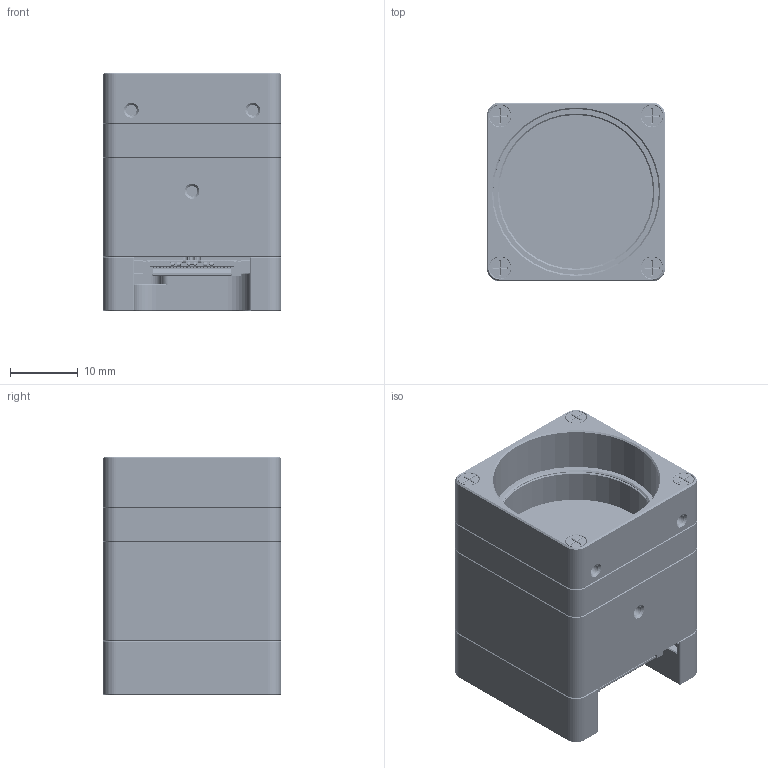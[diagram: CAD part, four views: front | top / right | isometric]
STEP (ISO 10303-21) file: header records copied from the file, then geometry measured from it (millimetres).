
FILE_DESCRIPTION(/* description */ (''),/* implementation_level */ '2;1');
FILE_NAME(/* name */ 'MX022xG-CM-X2G2-FL.stp',/* time_stamp */ '2020-03-30T15:28:11+02:00',/* author */ (''),/* organization */ (''),/* preprocessor_version */ 'ST-DEVELOPER v16.7',/* originating_system */ 'SIEMENS PLM Software NX 1907',/* authorisation */ '');
FILE_SCHEMA (('AUTOMOTIVE_DESIGN { 1 0 10303 214 3 1 1 1 }'));
Products named in the file (19): CMV2000_Glass; CMV2000_Package; MECH-O-RING-22X1-VI370; FLT-BK7-AR2X-D25; SROB-M1.6x3-SLOT-STNLS; MECH-MX022xG-CM-GSKT; MECH-MT-MID-022; SROB-M2x14-CUST; MECH-MQ-CS-C; MECH-MQ-FRONT; MX-X2G2-MAIN-FL-PCA; MECH-MX-THERMAL-PAD-10X10; SROB-M2x10-CUST ; MECH-LIGHTPIPE-1.63x4.14; MECH-MX-X2G2-REAR; MT95UPGA-CM-SENSOR-PCA-022_MODEL; SUBASSM-MT022xG-CM-FRONT; SUBASSM-MX-X2G2-REAR-FL; ASSM-MX_XXXxG-SY-Fx
Assembly tree (28 placements, depth 4):
  ASSM-MX_XXXxG-SY-Fx
    SUBASSM-MX-X2G2-REAR-FL
      MECH-MX-X2G2-REAR
      MECH-LIGHTPIPE-1.63x4.14  x4
      SROB-M2x10-CUST   x4
      MECH-MX-THERMAL-PAD-10X10
      MX-X2G2-MAIN-FL-PCA
    SUBASSM-MT022xG-CM-FRONT
      MECH-MQ-FRONT
      MECH-MQ-CS-C
      SROB-M2x14-CUST  x4
      MECH-MT-MID-022
      MECH-MX022xG-CM-GSKT
      SROB-M1.6x3-SLOT-STNLS  x2
      FLT-BK7-AR2X-D25
      MT95UPGA-CM-SENSOR-PCA-022_MODEL
        CMV2000_Package
        CMV2000_Glass
      MECH-O-RING-22X1-VI370
Bounding box: 26.4 x 26.4 x 35.2 mm (x, y, z)
Volume: 11376.6 mm3; surface area: 19077.1 mm2
Topology: 135 solids, 135 shells, 7968 faces, 21968 edges, 14406 vertices
Faces by surface type: plane 5279, cylinder 2317, cone 242, torus 128, extrusion 2
Full cylindrical faces by diameter (mm): 0.3 x95, 0.5 x5, 0.76 x100, 0.9 x4, 1.3 x2, 1.6 x18, 1.8 x6, 1.9 x8, 2 x12, 2.1 x4, 3 x10, 3.2 x4, 3.35 x4, 21 x1, 21.6 x1, 22.8 x2, 24.4 x1, 24.541 x1, 25 x1, 25.1 x1
Entity records: 249601 total; most frequent: CARTESIAN_POINT 43054, ORIENTED_EDGE 42046, DIRECTION 41460, EDGE_CURVE 21023, VECTOR 15994, LINE 15992, VERTEX_POINT 14007, AXIS2_PLACEMENT_3D 12733
